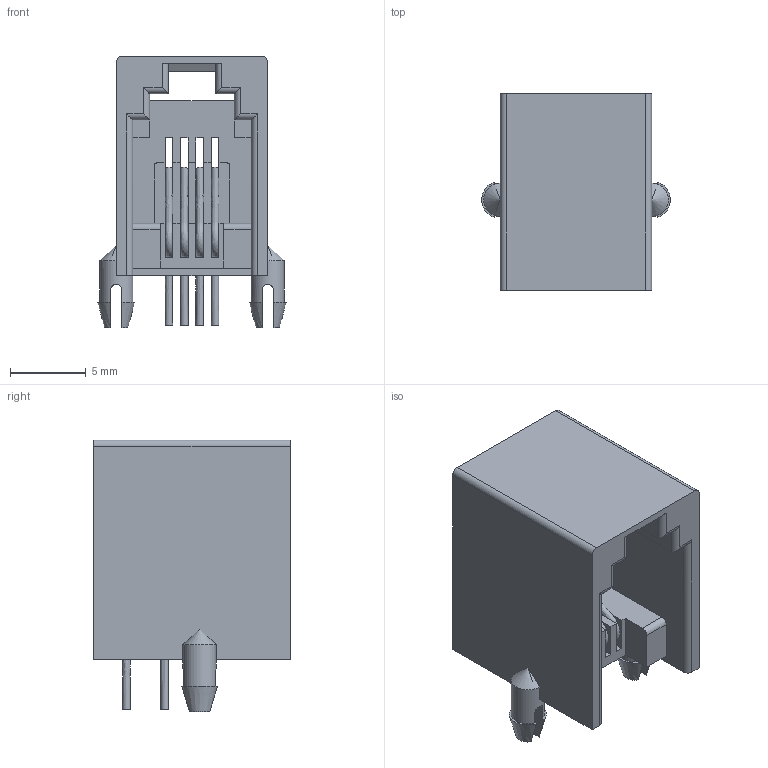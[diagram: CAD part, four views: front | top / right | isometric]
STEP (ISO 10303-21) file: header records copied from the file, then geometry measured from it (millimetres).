
FILE_DESCRIPTION( ( 'Unknown' ), '1' );
FILE_NAME( '615004143821.stp', 'Unknown', ( 'Unknown' ), ( 'Unknown' ), 'PSStep 17.0.49', 'Unknown', ' ' );
FILE_SCHEMA( ( 'AUTOMOTIVE_DESIGN { 1 0 10303 214 1 1 1 1 }' ) );
Length unit declared in the file: millimetre
Products named in the file (4): Assem1; PIN; PIN_LONGUE; housing
Assembly tree (5 placements, depth 2):
  Assem1
    PIN  x2
    PIN_LONGUE  x2
    housing
Bounding box: 12.45 x 13 x 17.95 mm (x, y, z)
Volume: 818.3 mm3; surface area: 1841.1 mm2
Topology: 5 solids, 5 shells, 160 faces, 507 edges, 334 vertices
Faces by surface type: plane 126, cylinder 24, cone 6, bspline 4
Full cylindrical faces by diameter (mm): 2.2 x2
Entity records: 8537 total; most frequent: CARTESIAN_POINT 2803, ORIENTED_EDGE 986, DIRECTION 853, EDGE_CURVE 493, LINE 425, VECTOR 425, VERTEX_POINT 328, AXIS2_PLACEMENT_3D 214
